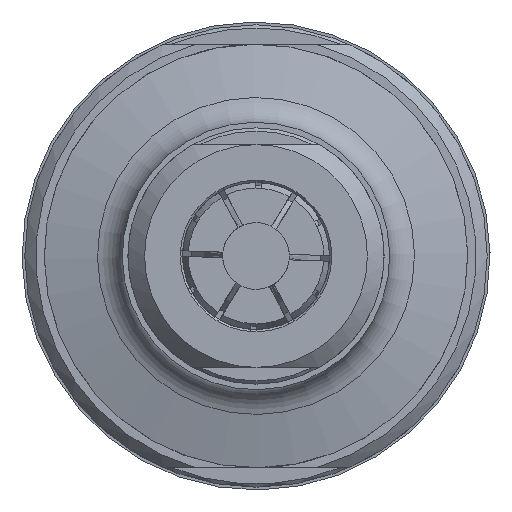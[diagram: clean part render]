
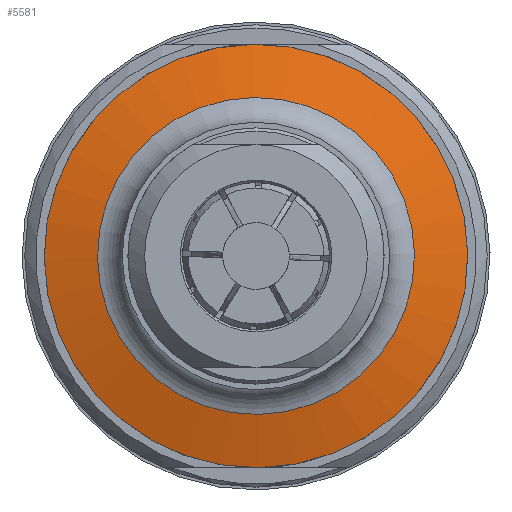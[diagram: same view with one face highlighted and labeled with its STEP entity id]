
A CAD part, left-side view. The second image highlights one B-rep face of the part: STEP entity #5581.
In plain terms, the highlighted conical face has half-angle 75 degrees and reference radius 16.612 mm.
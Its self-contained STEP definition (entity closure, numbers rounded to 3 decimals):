
#345=FACE_OUTER_BOUND('',#638,.T.);
#638=EDGE_LOOP('',(#3695,#3696,#3697,#3698,#3699,#3700,#3701));
#1083=CIRCLE('',#5941,19.);
#1084=CIRCLE('',#5942,19.);
#1085=CIRCLE('',#5944,14.224);
#1086=CIRCLE('',#5945,14.224);
#1087=CIRCLE('',#5946,14.224);
#1362=LINE('',#8226,#1751);
#1751=VECTOR('',#6644,16.612);
#2177=VERTEX_POINT('',#8219);
#2178=VERTEX_POINT('',#8221);
#2179=VERTEX_POINT('',#8225);
#2180=VERTEX_POINT('',#8227);
#2181=VERTEX_POINT('',#8229);
#2757=EDGE_CURVE('',#2177,#2178,#1083,.T.);
#2758=EDGE_CURVE('',#2178,#2177,#1084,.T.);
#2759=EDGE_CURVE('',#2177,#2179,#1362,.T.);
#2760=EDGE_CURVE('',#2179,#2180,#1085,.T.);
#2761=EDGE_CURVE('',#2180,#2181,#1086,.T.);
#2762=EDGE_CURVE('',#2181,#2179,#1087,.T.);
#3695=ORIENTED_EDGE('',*,*,#2758,.F.);
#3696=ORIENTED_EDGE('',*,*,#2757,.F.);
#3697=ORIENTED_EDGE('',*,*,#2759,.T.);
#3698=ORIENTED_EDGE('',*,*,#2760,.T.);
#3699=ORIENTED_EDGE('',*,*,#2761,.T.);
#3700=ORIENTED_EDGE('',*,*,#2762,.T.);
#3701=ORIENTED_EDGE('',*,*,#2759,.F.);
#5205=CONICAL_SURFACE('',#5943,16.612,1.309);
#5581=ADVANCED_FACE('',(#345),#5205,.T.);
#5941=AXIS2_PLACEMENT_3D('',#8222,#6638,#6639);
#5942=AXIS2_PLACEMENT_3D('',#8223,#6640,#6641);
#5943=AXIS2_PLACEMENT_3D('',#8224,#6642,#6643);
#5944=AXIS2_PLACEMENT_3D('',#8228,#6645,#6646);
#5945=AXIS2_PLACEMENT_3D('',#8230,#6647,#6648);
#5946=AXIS2_PLACEMENT_3D('',#8231,#6649,#6650);
#6638=DIRECTION('center_axis',(1.,0.,0.));
#6639=DIRECTION('ref_axis',(0.,0.354,0.935));
#6640=DIRECTION('center_axis',(1.,0.,0.));
#6641=DIRECTION('ref_axis',(0.,0.354,0.935));
#6642=DIRECTION('center_axis',(1.,0.,0.));
#6643=DIRECTION('ref_axis',(0.,0.354,0.935));
#6644=DIRECTION('',(-0.259,0.342,0.903));
#6645=DIRECTION('center_axis',(1.,0.,0.));
#6646=DIRECTION('ref_axis',(0.,0.354,0.935));
#6647=DIRECTION('center_axis',(1.,0.,0.));
#6648=DIRECTION('ref_axis',(0.,0.354,0.935));
#6649=DIRECTION('center_axis',(1.,0.,0.));
#6650=DIRECTION('ref_axis',(0.,0.354,0.935));
#8219=CARTESIAN_POINT('',(-88.,-6.735,-17.766));
#8221=CARTESIAN_POINT('',(-88.,6.735,17.766));
#8222=CARTESIAN_POINT('Origin',(-88.,0.,
0.));
#8223=CARTESIAN_POINT('Origin',(-88.,0.,
0.));
#8224=CARTESIAN_POINT('Origin',(-88.64,0.,
0.));
#8225=CARTESIAN_POINT('',(-89.28,-5.042,-13.3));
#8226=CARTESIAN_POINT('',(-88.64,-5.888,-15.533));
#8227=CARTESIAN_POINT('',(-89.28,5.042,13.3));
#8228=CARTESIAN_POINT('Origin',(-89.28,0.,
0.));
#8229=CARTESIAN_POINT('',(-89.28,-13.3,5.042));
#8230=CARTESIAN_POINT('Origin',(-89.28,0.,
0.));
#8231=CARTESIAN_POINT('Origin',(-89.28,0.,
0.));
